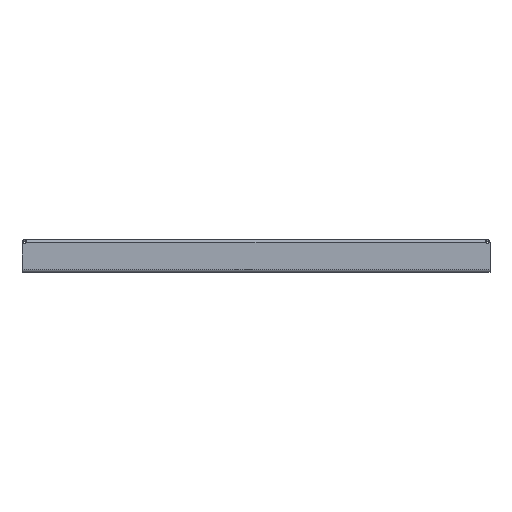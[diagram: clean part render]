
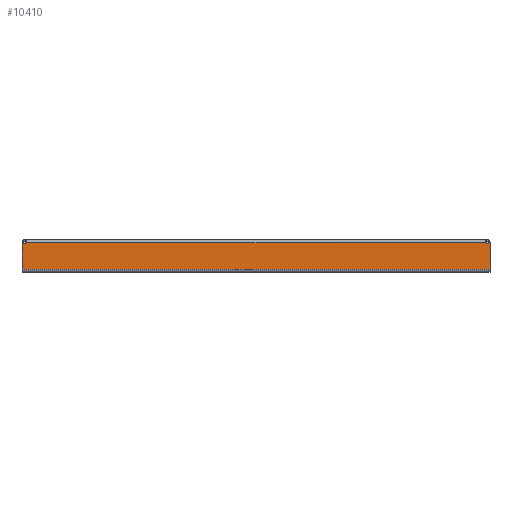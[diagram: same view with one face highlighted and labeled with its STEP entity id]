
A CAD part, front view. The second image highlights one B-rep face of the part: STEP entity #10410.
In plain terms, the highlighted planar face has unit normal (0, -1, 0).
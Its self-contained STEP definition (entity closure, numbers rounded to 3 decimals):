
#433=PLANE('',#11050);
#712=FACE_OUTER_BOUND('',#1248,.T.);
#1248=EDGE_LOOP('',(#7632,#7633,#7634,#7635,#7636,#7637,#7638,#7639));
#2144=LINE('',#15559,#3094);
#2145=LINE('',#15562,#3095);
#2150=LINE('',#15576,#3100);
#2154=LINE('',#15585,#3104);
#2189=LINE('',#15680,#3139);
#2206=LINE('',#15816,#3156);
#3094=VECTOR('',#12458,10.);
#3095=VECTOR('',#12461,10.);
#3100=VECTOR('',#12472,10.);
#3104=VECTOR('',#12480,10.);
#3139=VECTOR('',#12575,10.);
#3156=VECTOR('',#12616,10.);
#3957=CIRCLE('',#11048,3.);
#3959=CIRCLE('',#11051,3.);
#4605=VERTEX_POINT('',#15552);
#4608=VERTEX_POINT('',#15557);
#4609=VERTEX_POINT('',#15561);
#4614=VERTEX_POINT('',#15573);
#4615=VERTEX_POINT('',#15575);
#4618=VERTEX_POINT('',#15583);
#4662=VERTEX_POINT('',#15810);
#4663=VERTEX_POINT('',#15815);
#5710=EDGE_CURVE('',#4608,#4605,#2144,.T.);
#5711=EDGE_CURVE('',#4609,#4605,#2145,.T.);
#5718=EDGE_CURVE('',#4615,#4614,#2150,.T.);
#5723=EDGE_CURVE('',#4614,#4618,#2154,.T.);
#5771=EDGE_CURVE('',#4618,#4609,#2189,.T.);
#5794=EDGE_CURVE('',#4608,#4662,#3957,.T.);
#5796=EDGE_CURVE('',#4662,#4663,#2206,.T.);
#5797=EDGE_CURVE('',#4663,#4615,#3959,.T.);
#7632=ORIENTED_EDGE('',*,*,#5771,.T.);
#7633=ORIENTED_EDGE('',*,*,#5711,.T.);
#7634=ORIENTED_EDGE('',*,*,#5710,.F.);
#7635=ORIENTED_EDGE('',*,*,#5794,.T.);
#7636=ORIENTED_EDGE('',*,*,#5796,.T.);
#7637=ORIENTED_EDGE('',*,*,#5797,.T.);
#7638=ORIENTED_EDGE('',*,*,#5718,.T.);
#7639=ORIENTED_EDGE('',*,*,#5723,.T.);
#10410=ADVANCED_FACE('',(#712),#433,.T.);
#11048=AXIS2_PLACEMENT_3D('',#15812,#12610,#12611);
#11050=AXIS2_PLACEMENT_3D('',#15814,#12614,#12615);
#11051=AXIS2_PLACEMENT_3D('',#15817,#12617,#12618);
#12458=DIRECTION('',(1.,0.,0.));
#12461=DIRECTION('',(0.,0.,1.));
#12472=DIRECTION('',(-1.,0.,0.));
#12480=DIRECTION('',(0.,0.,-1.));
#12575=DIRECTION('',(1.,0.,0.));
#12610=DIRECTION('center_axis',(0.,1.,0.));
#12611=DIRECTION('ref_axis',(-1.,0.,0.));
#12614=DIRECTION('center_axis',(0.,-1.,0.));
#12615=DIRECTION('ref_axis',(1.,0.,0.));
#12616=DIRECTION('',(-1.,0.,0.));
#12617=DIRECTION('center_axis',(0.,1.,0.));
#12618=DIRECTION('ref_axis',(-1.,0.,0.));
#15552=CARTESIAN_POINT('',(450.,0.,-2.527));
#15557=CARTESIAN_POINT('',(447.439,0.,-2.527));
#15559=CARTESIAN_POINT('',(447.439,0.,-2.527));
#15561=CARTESIAN_POINT('',(450.,0.,-27.));
#15562=CARTESIAN_POINT('',(450.,0.,-9.396));
#15573=CARTESIAN_POINT('',(0.,0.,
-2.527));
#15575=CARTESIAN_POINT('',(2.561,0.,-2.527));
#15576=CARTESIAN_POINT('',(2.561,0.,-2.527));
#15583=CARTESIAN_POINT('',(0.,0.,
-27.));
#15585=CARTESIAN_POINT('',(0.,0.,-21.632));
#15680=CARTESIAN_POINT('',(447.439,0.,-27.));
#15810=CARTESIAN_POINT('',(446.222,0.,-1.5));
#15812=CARTESIAN_POINT('Origin',(448.696,0.,
0.196));
#15814=CARTESIAN_POINT('Origin',(225.,0.,-13.317));
#15815=CARTESIAN_POINT('',(3.778,0.,-1.5));
#15816=CARTESIAN_POINT('',(225.,0.,-1.5));
#15817=CARTESIAN_POINT('Origin',(1.304,0.,
0.196));
